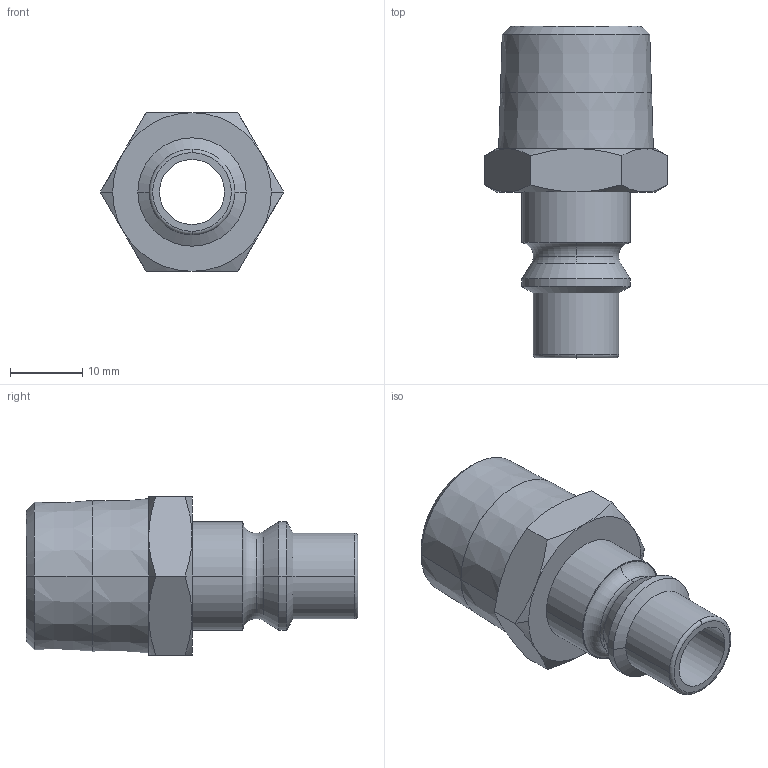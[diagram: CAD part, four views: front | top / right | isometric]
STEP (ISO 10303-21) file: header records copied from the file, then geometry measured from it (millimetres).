
FILE_DESCRIPTION(('STEP AP214'),'1');
FILE_NAME('esoig_12_nas.stp','2020-03-05T09:26:13',('TraceParts'),('TraceParts S.A.'),'Spatial InterOp 3D',' ',' ');
FILE_SCHEMA(('automotive_design'));
Length unit declared in the file: millimetre
Products named in the file (1): 1
Bounding box: 25.4 x 46 x 22 mm (x, y, z)
Volume: 8579.8 mm3; surface area: 4588.5 mm2
Topology: 1 solids, 1 shells, 54 faces, 119 edges, 71 vertices
Faces by surface type: cone 28, plane 12, cylinder 8, torus 6
Entity records: 1964 total; most frequent: CARTESIAN_POINT 341, DIRECTION 270, ORIENTED_EDGE 238, AXIS2_PLACEMENT_3D 120, EDGE_CURVE 119, VERTEX_POINT 71, CIRCLE 65, EDGE_LOOP 60
